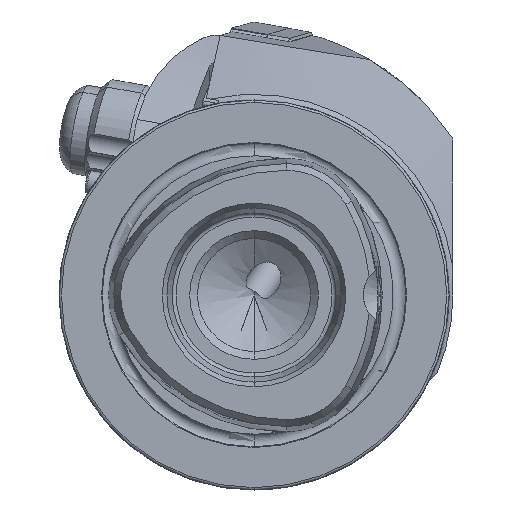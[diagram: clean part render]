
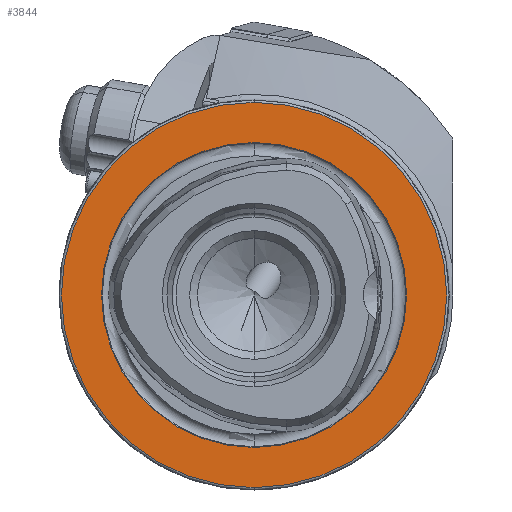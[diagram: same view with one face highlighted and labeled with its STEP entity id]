
A CAD part, left-side view. The second image highlights one B-rep face of the part: STEP entity #3844.
In plain terms, the highlighted planar face has unit normal (-1, 0, 0).
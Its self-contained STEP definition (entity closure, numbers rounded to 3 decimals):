
#6 = DIRECTION ( 'NONE',  ( -1., 0., 0. ) ) ;
#19 = VERTEX_POINT ( 'NONE', #3824 ) ;
#67 = EDGE_LOOP ( 'NONE', ( #4313, #6941 ) ) ;
#525 = DIRECTION ( 'NONE',  ( 0., 0., 1. ) ) ;
#1093 = CARTESIAN_POINT ( 'NONE',  ( 0., 0., -19.55 ) ) ;
#1561 = EDGE_CURVE ( 'NONE', #7511, #9554, #4093, .T. ) ;
#2868 = CIRCLE ( 'NONE', #12744, 24.7 ) ;
#3217 = VERTEX_POINT ( 'NONE', #8552 ) ;
#3269 = ORIENTED_EDGE ( 'NONE', *, *, #12680, .T. ) ;
#3343 = DIRECTION ( 'NONE',  ( 0., 0., 1. ) ) ;
#3678 = AXIS2_PLACEMENT_3D ( 'NONE', #13639, #12514, #3343 ) ;
#3824 = CARTESIAN_POINT ( 'NONE',  ( 0., 0., -24.7 ) ) ;
#3844 = ADVANCED_FACE ( 'NONE', ( #5586, #12703 ), #8544, .F. ) ;
#4093 = CIRCLE ( 'NONE', #12610, 19.55 ) ;
#4187 = CARTESIAN_POINT ( 'NONE',  ( 0., 0., 0. ) ) ;
#4313 = ORIENTED_EDGE ( 'NONE', *, *, #1561, .F. ) ;
#4708 = EDGE_CURVE ( 'NONE', #3217, #19, #14473, .T. ) ;
#4812 = EDGE_LOOP ( 'NONE', ( #6539, #3269 ) ) ;
#5311 = DIRECTION ( 'NONE',  ( 0., 0., 1. ) ) ;
#5499 = EDGE_CURVE ( 'NONE', #9554, #7511, #12316, .T. ) ;
#5586 = FACE_BOUND ( 'NONE', #67, .T. ) ;
#6407 = DIRECTION ( 'NONE',  ( 1., 0., 0. ) ) ;
#6502 = DIRECTION ( 'NONE',  ( -1., 0., 0. ) ) ;
#6539 = ORIENTED_EDGE ( 'NONE', *, *, #4708, .T. ) ;
#6941 = ORIENTED_EDGE ( 'NONE', *, *, #5499, .F. ) ;
#7511 = VERTEX_POINT ( 'NONE', #12470 ) ;
#7926 = DIRECTION ( 'NONE',  ( 0., 0., 1. ) ) ;
#8544 = PLANE ( 'NONE',  #9465 ) ;
#8552 = CARTESIAN_POINT ( 'NONE',  ( 0., 0., 24.7 ) ) ;
#9465 = AXIS2_PLACEMENT_3D ( 'NONE', #13023, #6407, #14157 ) ;
#9554 = VERTEX_POINT ( 'NONE', #1093 ) ;
#10417 = CARTESIAN_POINT ( 'NONE',  ( 0., 0., 0. ) ) ;
#11668 = AXIS2_PLACEMENT_3D ( 'NONE', #11834, #14209, #525 ) ;
#11834 = CARTESIAN_POINT ( 'NONE',  ( 0., 0., 0. ) ) ;
#12316 = CIRCLE ( 'NONE', #3678, 19.55 ) ;
#12470 = CARTESIAN_POINT ( 'NONE',  ( 0., 0., 19.55 ) ) ;
#12514 = DIRECTION ( 'NONE',  ( -1., 0., 0. ) ) ;
#12610 = AXIS2_PLACEMENT_3D ( 'NONE', #4187, #6502, #5311 ) ;
#12680 = EDGE_CURVE ( 'NONE', #19, #3217, #2868, .T. ) ;
#12703 = FACE_OUTER_BOUND ( 'NONE', #4812, .T. ) ;
#12744 = AXIS2_PLACEMENT_3D ( 'NONE', #10417, #6, #7926 ) ;
#13023 = CARTESIAN_POINT ( 'NONE',  ( 0., 19.55, 0. ) ) ;
#13639 = CARTESIAN_POINT ( 'NONE',  ( 0., 0., 0. ) ) ;
#14157 = DIRECTION ( 'NONE',  ( 0., 0., -1. ) ) ;
#14209 = DIRECTION ( 'NONE',  ( -1., 0., 0. ) ) ;
#14473 = CIRCLE ( 'NONE', #11668, 24.7 ) ;
